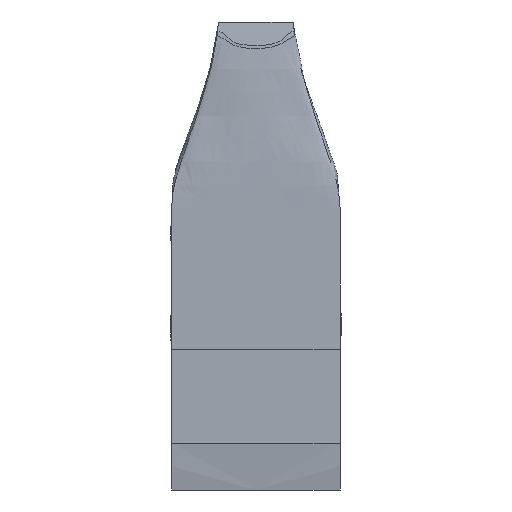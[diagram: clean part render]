
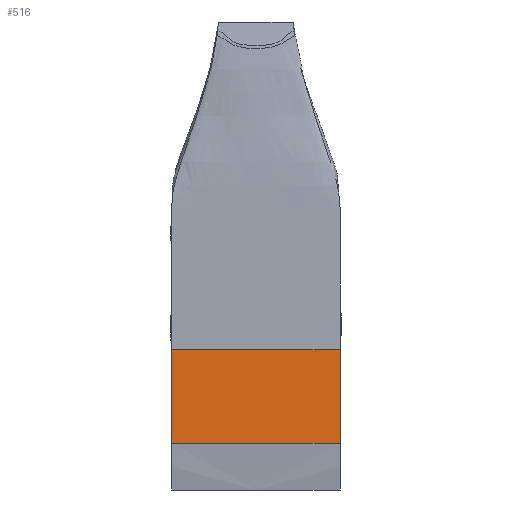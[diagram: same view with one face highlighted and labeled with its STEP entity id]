
A CAD part, top view. The second image highlights one B-rep face of the part: STEP entity #516.
In plain terms, the highlighted planar face has unit normal (0, 0, 1).
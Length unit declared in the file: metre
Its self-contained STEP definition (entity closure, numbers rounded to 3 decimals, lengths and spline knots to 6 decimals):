
#28=LINE('',#4551,#56);
#30=LINE('',#5106,#58);
#31=LINE('',#5107,#59);
#32=LINE('',#5108,#60);
#56=VECTOR('',#569,0.01);
#58=VECTOR('',#573,0.01);
#59=VECTOR('',#574,0.01);
#60=VECTOR('',#575,0.01);
#82=PLANE('',#552);
#98=FACE_OUTER_BOUND('',#125,.T.);
#125=EDGE_LOOP('',(#374,#375,#376,#377));
#215=VERTEX_POINT('',#4549);
#216=VERTEX_POINT('',#4550);
#221=VERTEX_POINT('',#5104);
#222=VERTEX_POINT('',#5105);
#273=EDGE_CURVE('',#215,#216,#28,.T.);
#282=EDGE_CURVE('',#221,#222,#30,.T.);
#283=EDGE_CURVE('',#222,#216,#31,.T.);
#284=EDGE_CURVE('',#221,#215,#32,.T.);
#374=ORIENTED_EDGE('',*,*,#282,.T.);
#375=ORIENTED_EDGE('',*,*,#283,.T.);
#376=ORIENTED_EDGE('',*,*,#273,.F.);
#377=ORIENTED_EDGE('',*,*,#284,.F.);
#516=ADVANCED_FACE('',(#98),#82,.T.);
#552=AXIS2_PLACEMENT_3D('',#5103,#571,#572);
#569=DIRECTION('',(1.,0.,0.));
#571=DIRECTION('center_axis',(0.,0.,1.));
#572=DIRECTION('ref_axis',(1.,0.,0.));
#573=DIRECTION('',(1.,0.,0.));
#574=DIRECTION('',(0.,1.,0.));
#575=DIRECTION('',(0.,1.,0.));
#4549=CARTESIAN_POINT('',(-0.9,-3.5,0.55));
#4550=CARTESIAN_POINT('',(0.9,-3.5,0.55));
#4551=CARTESIAN_POINT('',(-0.9,-3.5,0.55));
#5103=CARTESIAN_POINT('Origin',(-0.9,-5.,0.55));
#5104=CARTESIAN_POINT('',(-0.9,-4.5,0.55));
#5105=CARTESIAN_POINT('',(0.9,-4.5,0.55));
#5106=CARTESIAN_POINT('',(-0.9,-4.5,0.55));
#5107=CARTESIAN_POINT('',(0.9,-5.,0.55));
#5108=CARTESIAN_POINT('',(-0.9,-5.,0.55));
